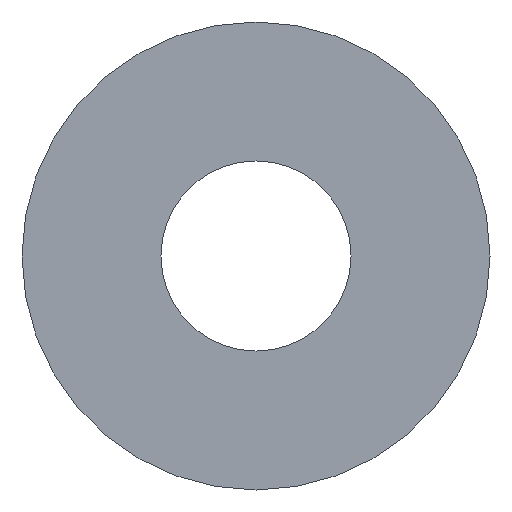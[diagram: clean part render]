
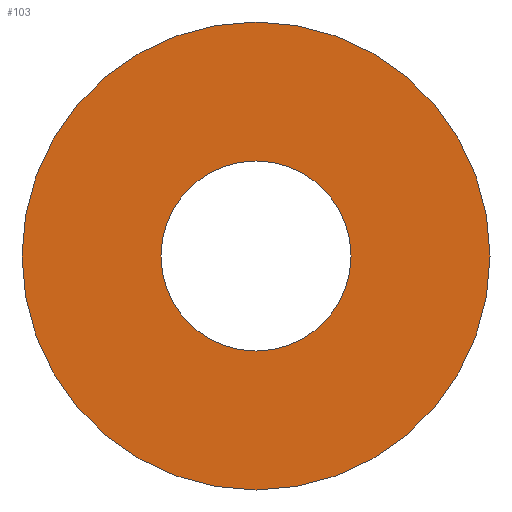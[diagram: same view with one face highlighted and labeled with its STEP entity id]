
A CAD part, front view. The second image highlights one B-rep face of the part: STEP entity #103.
In plain terms, the highlighted planar face has unit normal (0, -1, 0).
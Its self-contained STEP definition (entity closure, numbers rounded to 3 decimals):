
#8 = EDGE_CURVE ( 'NONE', #236, #111, #315, .T. ) ;
#14 = AXIS2_PLACEMENT_3D ( 'NONE', #79, #75, #112 ) ;
#16 = CARTESIAN_POINT ( 'NONE',  ( 0., 0., 3.25 ) ) ;
#24 = DIRECTION ( 'NONE',  ( 0., -1., 0. ) ) ;
#32 = ORIENTED_EDGE ( 'NONE', *, *, #108, .T. ) ;
#34 = DIRECTION ( 'NONE',  ( 0., 0., -1. ) ) ;
#36 = CIRCLE ( 'NONE', #294, 3.25 ) ;
#44 = AXIS2_PLACEMENT_3D ( 'NONE', #132, #141, #136 ) ;
#45 = ORIENTED_EDGE ( 'NONE', *, *, #254, .T. ) ;
#63 = CIRCLE ( 'NONE', #44, 8. ) ;
#64 = DIRECTION ( 'NONE',  ( 0., 0., -1. ) ) ;
#66 = CARTESIAN_POINT ( 'NONE',  ( 0., 0., 0. ) ) ;
#72 = CARTESIAN_POINT ( 'NONE',  ( 0., 0., -3.25 ) ) ;
#75 = DIRECTION ( 'NONE',  ( 0., -1., 0. ) ) ;
#77 = DIRECTION ( 'NONE',  ( 0., -1., 0. ) ) ;
#79 = CARTESIAN_POINT ( 'NONE',  ( 0., 0., 0. ) ) ;
#81 = FACE_OUTER_BOUND ( 'NONE', #167, .T. ) ;
#95 = CIRCLE ( 'NONE', #14, 8. ) ;
#103 = ADVANCED_FACE ( 'NONE', ( #81, #142 ), #280, .T. ) ;
#108 = EDGE_CURVE ( 'NONE', #306, #208, #95, .T. ) ;
#111 = VERTEX_POINT ( 'NONE', #72 ) ;
#112 = DIRECTION ( 'NONE',  ( 0., 0., -1. ) ) ;
#130 = ORIENTED_EDGE ( 'NONE', *, *, #8, .F. ) ;
#132 = CARTESIAN_POINT ( 'NONE',  ( 0., 0., 0. ) ) ;
#136 = DIRECTION ( 'NONE',  ( 0., 0., -1. ) ) ;
#140 = AXIS2_PLACEMENT_3D ( 'NONE', #256, #77, #64 ) ;
#141 = DIRECTION ( 'NONE',  ( 0., -1., 0. ) ) ;
#142 = FACE_BOUND ( 'NONE', #317, .T. ) ;
#147 = DIRECTION ( 'NONE',  ( 0., -1., 0. ) ) ;
#150 = DIRECTION ( 'NONE',  ( 0., 0., -1. ) ) ;
#162 = AXIS2_PLACEMENT_3D ( 'NONE', #66, #24, #34 ) ;
#167 = EDGE_LOOP ( 'NONE', ( #45, #32 ) ) ;
#184 = CARTESIAN_POINT ( 'NONE',  ( 0., 0., 0. ) ) ;
#208 = VERTEX_POINT ( 'NONE', #227 ) ;
#211 = CARTESIAN_POINT ( 'NONE',  ( 0., 0., 8. ) ) ;
#223 = ORIENTED_EDGE ( 'NONE', *, *, #291, .F. ) ;
#227 = CARTESIAN_POINT ( 'NONE',  ( 0., 0., -8. ) ) ;
#236 = VERTEX_POINT ( 'NONE', #16 ) ;
#254 = EDGE_CURVE ( 'NONE', #208, #306, #63, .T. ) ;
#256 = CARTESIAN_POINT ( 'NONE',  ( 3.25, 0., 0. ) ) ;
#280 = PLANE ( 'NONE',  #140 ) ;
#291 = EDGE_CURVE ( 'NONE', #111, #236, #36, .T. ) ;
#294 = AXIS2_PLACEMENT_3D ( 'NONE', #184, #147, #150 ) ;
#306 = VERTEX_POINT ( 'NONE', #211 ) ;
#315 = CIRCLE ( 'NONE', #162, 3.25 ) ;
#317 = EDGE_LOOP ( 'NONE', ( #223, #130 ) ) ;
